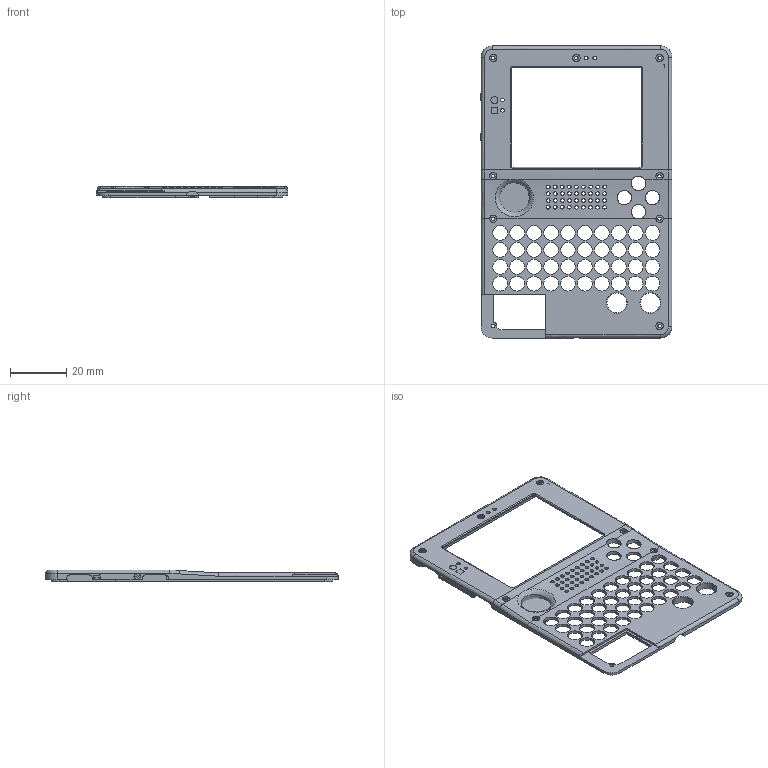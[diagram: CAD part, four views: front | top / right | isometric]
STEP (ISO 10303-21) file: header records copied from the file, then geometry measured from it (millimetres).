
FILE_DESCRIPTION(/* description */ (''),/* implementation_level */ '2;1');
FILE_NAME(/* name */ 'pepper-deck-front.step',/* time_stamp */ '2025-04-30T16:31:44+08:00',/* author */ (''),/* organization */ (''),/* preprocessor_version */ 'ST-DEVELOPER v20.1',/* originating_system */ 'Autodesk Translation Framework v14.4.0.0',/* authorisation */ '');
FILE_SCHEMA (('AUTOMOTIVE_DESIGN { 1 0 10303 214 3 1 1 }'));
Length unit declared in the file: millimetre
Products named in the file (1): pepper-deck
Bounding box: 67.9 x 103.6 x 4.25 mm (x, y, z)
Volume: 7432 mm3; surface area: 11700.5 mm2
Topology: 1 solids, 1 shells, 339 faces, 1031 edges, 690 vertices
Faces by surface type: cylinder 153, plane 123, bspline 57, torus 6
Full cylindrical faces by diameter (mm): 1.25 x9, 1.3 x40, 2.5 x1, 2.6 x9, 5.1 x4, 5.25 x40, 7 x2, 10.5 x1, 14 x1
Entity records: 14670 total; most frequent: CARTESIAN_POINT 5285, ORIENTED_EDGE 2054, DIRECTION 1656, EDGE_CURVE 1027, VERTEX_POINT 688, AXIS2_PLACEMENT_3D 577, EDGE_LOOP 535, LINE 502
